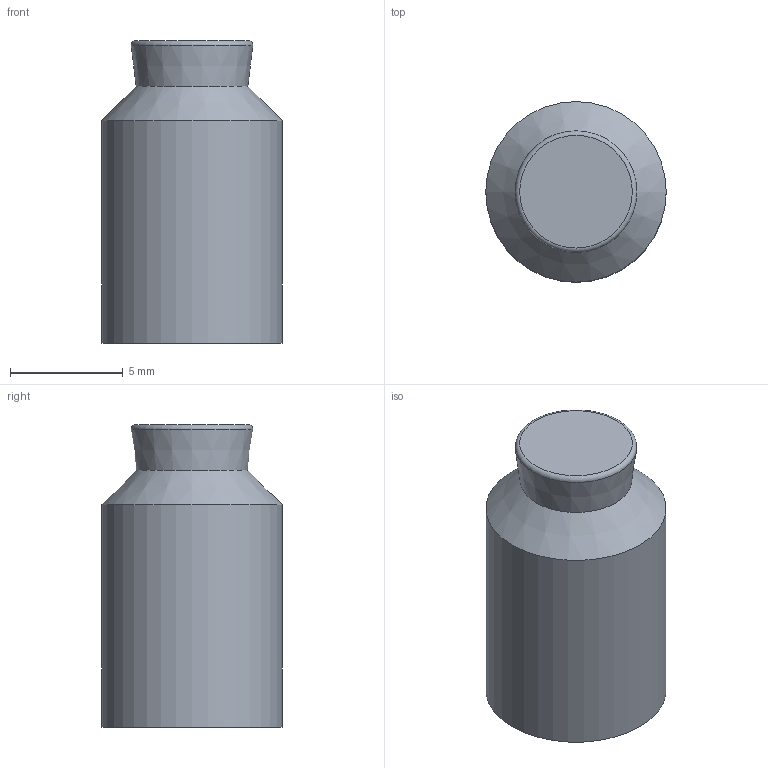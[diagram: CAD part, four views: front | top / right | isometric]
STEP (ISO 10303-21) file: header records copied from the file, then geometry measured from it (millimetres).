
FILE_DESCRIPTION(/* description */ (''),/* implementation_level */ '2;1');
FILE_NAME(/* name */ 'Occitel Mini - DEFINITIVE v33.step',/* time_stamp */ '2024-11-19T14:13:42+01:00',/* author */ (''),/* organization */ (''),/* preprocessor_version */ 'ST-DEVELOPER v20',/* originating_system */ 'Autodesk Translation Framework v13.20.0.188',/* authorisation */ '');
FILE_SCHEMA (('AUTOMOTIVE_DESIGN { 1 0 10303 214 3 1 1 }'));
Length unit declared in the file: millimetre
Products named in the file (2): Occitel Mini - DEFINITIVE; Buttons
Assembly tree (1 placements, depth 2):
  Occitel Mini - DEFINITIVE
    Buttons
Bounding box: 8 x 8 x 13.4 mm (x, y, z)
Volume: 447 mm3; surface area: 523.9 mm2
Topology: 1 solids, 1 shells, 10 faces, 18 edges, 11 vertices
Faces by surface type: plane 3, cone 3, torus 2, cylinder 2
Full cylindrical faces by diameter (mm): 4 x1, 8 x1
Entity records: 327 total; most frequent: DIRECTION 59, CARTESIAN_POINT 43, ORIENTED_EDGE 36, AXIS2_PLACEMENT_3D 27, EDGE_CURVE 18, CIRCLE 13, EDGE_LOOP 11, VERTEX_POINT 11
